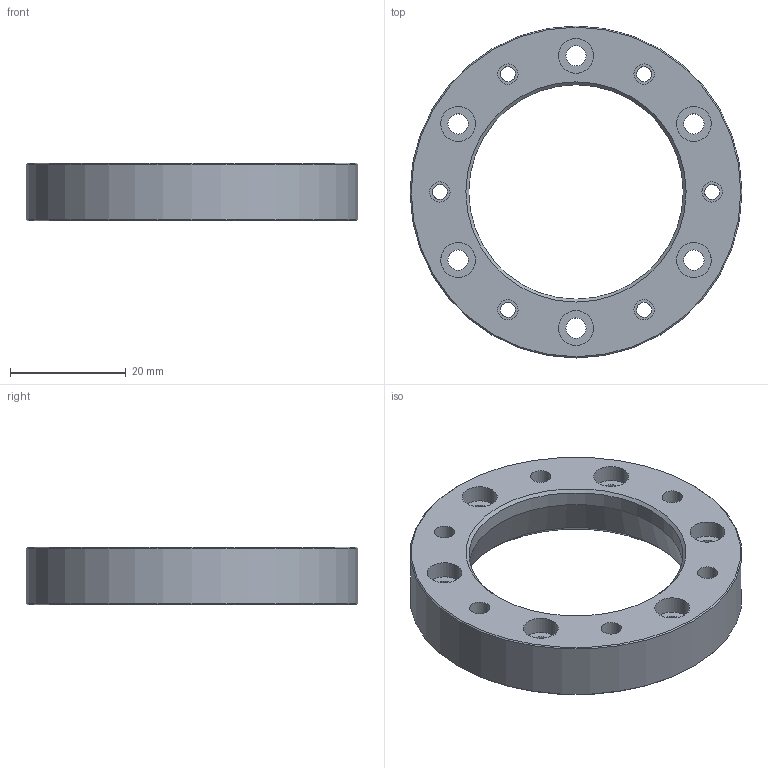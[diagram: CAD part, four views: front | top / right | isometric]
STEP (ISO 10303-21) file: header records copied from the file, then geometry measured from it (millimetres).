
FILE_DESCRIPTION(/* description */ (''),/* implementation_level */ '2;1');
FILE_NAME(/* name */ 'LA_9517_4825_01_A.stp',/* time_stamp */ '2010-09-06T13:57:12+01:00',/* author */ (''),/* organization */ (''),/* preprocessor_version */ 'ST-DEVELOPER v11',/* originating_system */ 'SIEMENS UGS NX 6.0',/* authorisation */ '');
FILE_SCHEMA (('AUTOMOTIVE_DESIGN { 1 0 10303 214 1 1 1 1 }'));
Length unit declared in the file: millimetre
Products named in the file (1): LA-9517-4825-01_A
Bounding box: 57.3 x 57.3 x 10 mm (x, y, z)
Volume: 12829.7 mm3; surface area: 6869.9 mm2
Topology: 1 solids, 1 shells, 45 faces, 117 edges, 90 vertices
Faces by surface type: cylinder 26, plane 14, cone 5
Full cylindrical faces by diameter (mm): 2.6 x6, 3.5 x12, 6 x6, 37.02 x1, 57.3 x1
Entity records: 1246 total; most frequent: DIRECTION 234, CARTESIAN_POINT 176, AXIS2_PLACEMENT_3D 115, FACE_BOUND 114, EDGE_LOOP 114, ORIENTED_EDGE 114, CIRCLE 69, VERTEX_POINT 57
